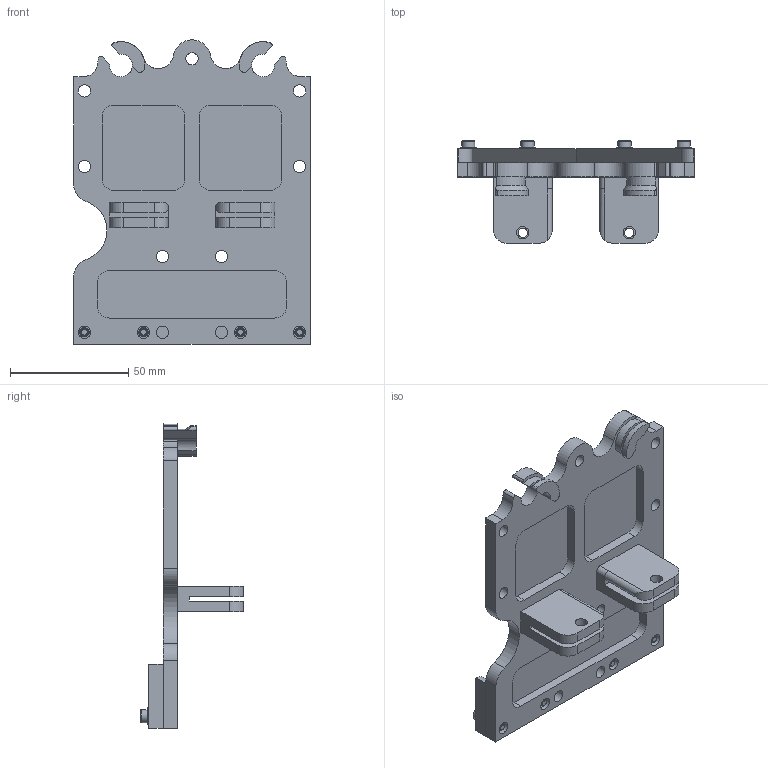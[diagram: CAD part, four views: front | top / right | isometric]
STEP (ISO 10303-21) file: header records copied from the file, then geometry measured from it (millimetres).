
FILE_DESCRIPTION(('FreeCAD Model'),'2;1');
FILE_NAME('TAZ 5 X Carriage Assembly V0.step','2020-08-09T09:13:48',('Author'),(''), 'Open CASCADE STEP processor 7.3','FreeCAD','Unknown');
FILE_SCHEMA(('AUTOMOTIVE_DESIGN { 1 0 10303 214 1 1 1 1 }'));
Length unit declared in the file: millimetre
Products named in the file (10): x_carriage_guide_V1_0_fc0_1_01; x_carriage_V2_0_fc0_1_01; M3_washer_10; M3_washer_11; M3_washer_12; M3_washer_13; M3x12_SHCS_10; M3x12_SHCS_11; M3x12_SHCS_12; M3x12_SHCS_13
Bounding box: 100 x 43.55 x 128.55 mm (x, y, z)
Volume: 75856.1 mm3; surface area: 42268.2 mm2
Topology: 10 solids, 10 shells, 225 faces, 563 edges, 367 vertices
Faces by surface type: plane 107, cylinder 88, cone 16, revolution 10, sphere 4
Full cylindrical faces by diameter (mm): 3 x4, 3.2 x4, 4 x6, 5.2 x15, 5.5 x4, 7 x4
Entity records: 17785 total; most frequent: CARTESIAN_POINT 6406, DIRECTION 2114, ORIENTED_EDGE 1118, PCURVE 1118, DEFINITIONAL_REPRESENTATION 1118, LINE 1043, VECTOR 1043, EDGE_CURVE 559
